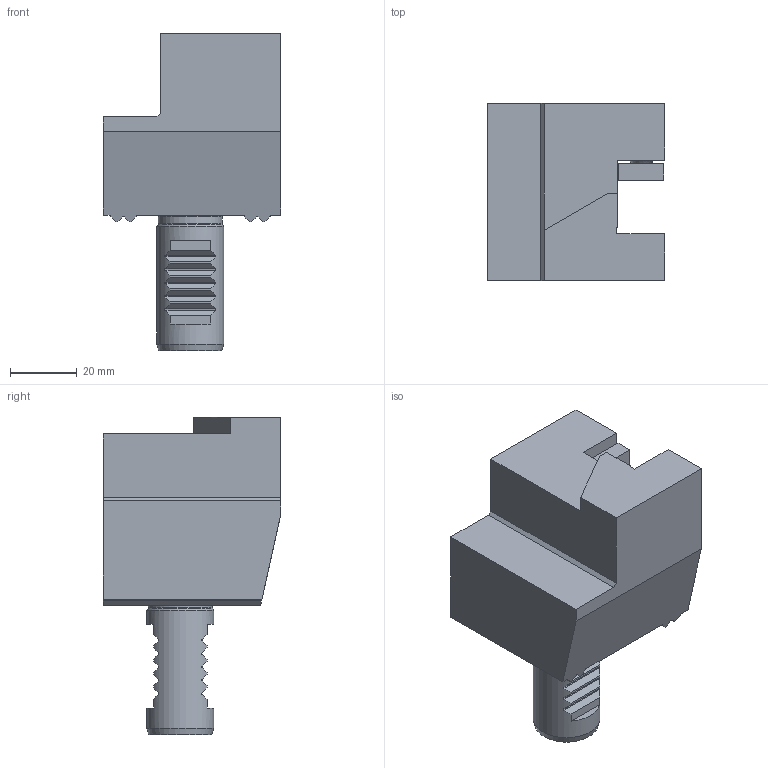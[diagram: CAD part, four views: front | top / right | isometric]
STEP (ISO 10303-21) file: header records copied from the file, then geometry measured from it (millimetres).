
FILE_DESCRIPTION(/* description */ (''),/* implementation_level */ '2;1');
FILE_NAME(/* name */ 'W1150011B.stp',/* time_stamp */ '2009-04-07T10:30:37+02:00',/* author */ (''),/* organization */ (''),/* preprocessor_version */ 'ST-DEVELOPER v11',/* originating_system */ 'UGS - NX 5.0',/* authorisation */ '');
FILE_SCHEMA (('AUTOMOTIVE_DESIGN { 1 0 10303 214 0 1 1 1 }'));
Length unit declared in the file: millimetre
Products named in the file (1): schn9B3C8ebz
Bounding box: 53 x 53 x 95 mm (x, y, z)
Volume: 120477.8 mm3; surface area: 21129.4 mm2
Topology: 1 solids, 1 shells, 125 faces, 357 edges, 238 vertices
Faces by surface type: plane 94, cylinder 22, torus 5, cone 4
Full cylindrical faces by diameter (mm): 4.8 x1, 12 x2, 19.1 x1, 20 x1
Entity records: 4346 total; most frequent: CARTESIAN_POINT 1129, ORIENTED_EDGE 672, DIRECTION 643, EDGE_CURVE 336, VERTEX_POINT 229, LINE 223, VECTOR 223, AXIS2_PLACEMENT_3D 210
